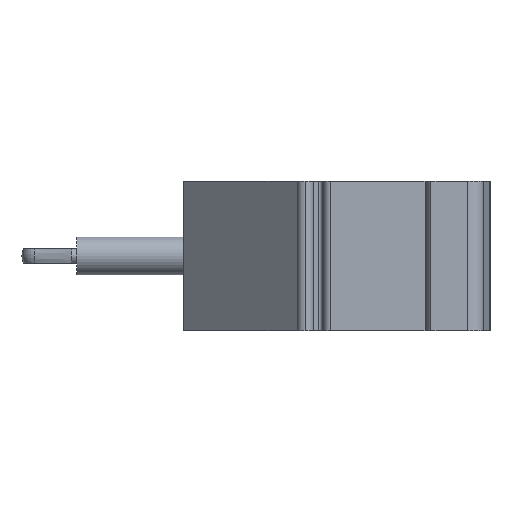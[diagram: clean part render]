
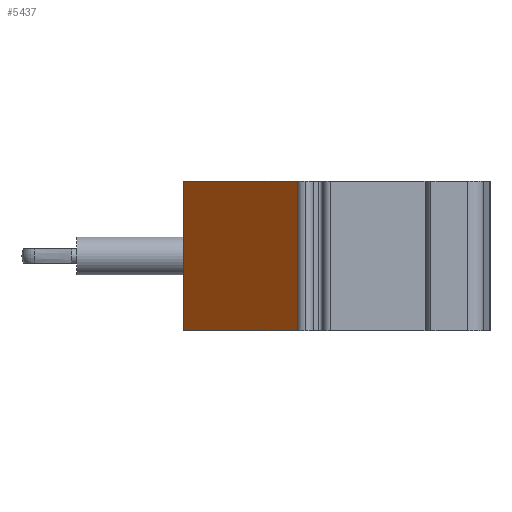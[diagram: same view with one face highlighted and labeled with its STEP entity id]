
A CAD part, left-side view. The second image highlights one B-rep face of the part: STEP entity #5437.
In plain terms, the highlighted planar face has unit normal (-0.71, 0.705, 0).
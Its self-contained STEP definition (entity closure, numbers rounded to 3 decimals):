
#4 = CARTESIAN_POINT ( 'NONE',  ( 697.018, 534.382, 0. ) ) ;
#46 = LINE ( 'NONE', #234, #5162 ) ;
#178 = CARTESIAN_POINT ( 'NONE',  ( 697.018, 534.382, 0. ) ) ;
#187 = VECTOR ( 'NONE', #4649, 1000. ) ;
#222 = ORIENTED_EDGE ( 'NONE', *, *, #1937, .T. ) ;
#234 = CARTESIAN_POINT ( 'NONE',  ( 697.018, 534.382, 9.3 ) ) ;
#420 = EDGE_LOOP ( 'NONE', ( #222, #4747, #2612, #2140 ) ) ;
#465 = FACE_OUTER_BOUND ( 'NONE', #420, .T. ) ;
#494 = DIRECTION ( 'NONE',  ( 0.705, 0.71, 0. ) ) ;
#502 = VERTEX_POINT ( 'NONE', #5913 ) ;
#509 = LINE ( 'NONE', #178, #187 ) ;
#514 = EDGE_CURVE ( 'NONE', #5798, #2639, #46, .T. ) ;
#768 = DIRECTION ( 'NONE',  ( 0., 0., -1. ) ) ;
#792 = CARTESIAN_POINT ( 'NONE',  ( 697.018, 534.382, 9.3 ) ) ;
#1166 = EDGE_CURVE ( 'NONE', #2639, #502, #6339, .T. ) ;
#1249 = DIRECTION ( 'NONE',  ( -0.705, -0.71, 0. ) ) ;
#1458 = CARTESIAN_POINT ( 'NONE',  ( 697.018, 534.382, 9.3 ) ) ;
#1611 = VERTEX_POINT ( 'NONE', #4 ) ;
#1937 = EDGE_CURVE ( 'NONE', #1611, #502, #509, .T. ) ;
#2059 = AXIS2_PLACEMENT_3D ( 'NONE', #1458, #3445, #494 ) ;
#2140 = ORIENTED_EDGE ( 'NONE', *, *, #4748, .T. ) ;
#2612 = ORIENTED_EDGE ( 'NONE', *, *, #514, .F. ) ;
#2639 = VERTEX_POINT ( 'NONE', #6156 ) ;
#3445 = DIRECTION ( 'NONE',  ( 0.71, -0.705, 0. ) ) ;
#3532 = VECTOR ( 'NONE', #5764, 1000. ) ;
#3701 = CARTESIAN_POINT ( 'NONE',  ( 697.018, 534.382, 9.3 ) ) ;
#4343 = LINE ( 'NONE', #792, #5653 ) ;
#4649 = DIRECTION ( 'NONE',  ( -0.705, -0.71, 0. ) ) ;
#4747 = ORIENTED_EDGE ( 'NONE', *, *, #1166, .F. ) ;
#4748 = EDGE_CURVE ( 'NONE', #5798, #1611, #4343, .T. ) ;
#4772 = CARTESIAN_POINT ( 'NONE',  ( 690.016, 527.332, 9.3 ) ) ;
#5162 = VECTOR ( 'NONE', #1249, 1000. ) ;
#5437 = ADVANCED_FACE ( 'NONE', ( #465 ), #6431, .F. ) ;
#5653 = VECTOR ( 'NONE', #768, 1000. ) ;
#5764 = DIRECTION ( 'NONE',  ( 0., 0., -1. ) ) ;
#5798 = VERTEX_POINT ( 'NONE', #3701 ) ;
#5913 = CARTESIAN_POINT ( 'NONE',  ( 690.016, 527.332, 0. ) ) ;
#6156 = CARTESIAN_POINT ( 'NONE',  ( 690.016, 527.332, 9.3 ) ) ;
#6339 = LINE ( 'NONE', #4772, #3532 ) ;
#6431 = PLANE ( 'NONE',  #2059 ) ;
